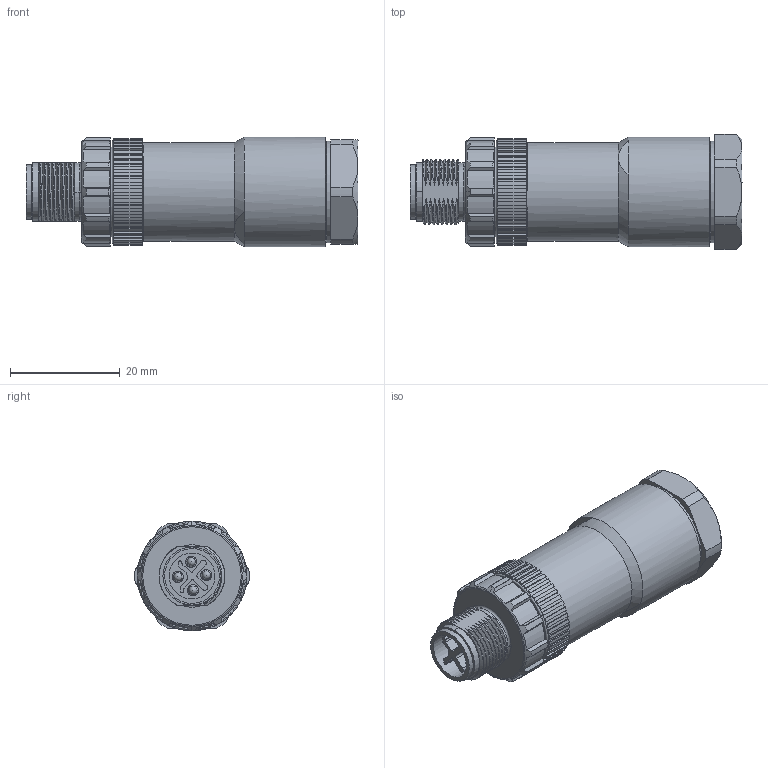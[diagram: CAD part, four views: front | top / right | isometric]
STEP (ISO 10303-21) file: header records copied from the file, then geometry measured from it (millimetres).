
FILE_DESCRIPTION(/* description */ (''),/* implementation_level */ '2;1');
FILE_NAME(/* name */ 'EZ4252-0-11.stp',/* time_stamp */ '2023-02-27T16:07:22+08:00',/* author */ (''),/* organization */ (''),/* preprocessor_version */ 'ST-DEVELOPER v16',/* originating_system */ 'SIEMENS PLM Software NX 10.0',/* authorisation */ '');
FILE_SCHEMA (('AP203_CONFIGURATION_CONTROLLED_3D_DESIGN_OF_MECHANICAL_PARTS_AND_ASSEMBLIES_MIM_LF { 1 0 10303 403 2 1 2}'));
Length unit declared in the file: millimetre
Products named in the file (1): dellD4E84AF0pzo1
Bounding box: 60.56 x 20.99 x 20 mm (x, y, z)
Volume: 14800 mm3; surface area: 5356.7 mm2
Topology: 1 solids, 1 shells, 516 faces, 1408 edges, 905 vertices
Faces by surface type: plane 242, cylinder 183, bspline 42, torus 34, cone 11, sphere 4
Full cylindrical faces by diameter (mm): 1.5 x4, 2 x4, 8.4 x1, 9.3 x1, 10 x1, 11.5 x1, 16.5 x1, 18 x1, 18.6 x1, 20 x1
Entity records: 19884 total; most frequent: CARTESIAN_POINT 7490, ORIENTED_EDGE 2720, DIRECTION 2352, EDGE_CURVE 1360, VERTEX_POINT 885, AXIS2_PLACEMENT_3D 867, LINE 618, VECTOR 618
